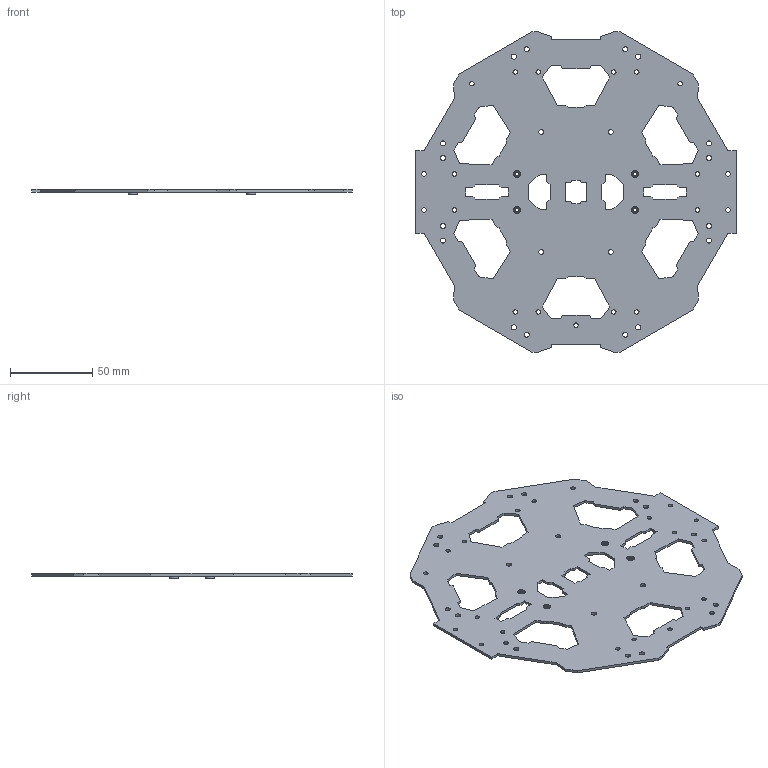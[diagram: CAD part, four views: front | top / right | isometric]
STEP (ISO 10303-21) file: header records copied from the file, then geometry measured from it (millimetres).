
FILE_DESCRIPTION(/* description */ (''),/* implementation_level */ '2;1');
FILE_NAME(/* name */ '20021-002_plate2.step',/* time_stamp */ '2020-02-13T15:31:18-07:00',/* author */ (''),/* organization */ (''),/* preprocessor_version */ 'ST-DEVELOPER v18',/* originating_system */ 'Autodesk Translation Framework v8.12.0.6',/* authorisation */ '');
FILE_SCHEMA (('AUTOMOTIVE_DESIGN { 1 0 10303 214 3 1 1 }'));
Length unit declared in the file: millimetre
Products named in the file (2): 20021-002_plate2; 94100A160
Assembly tree (4 placements, depth 2):
  20021-002_plate2
    94100A160  x4
Bounding box: 195 x 194.74 x 3.1 mm (x, y, z)
Volume: 37702.9 mm3; surface area: 50730.3 mm2
Topology: 5 solids, 5 shells, 917 faces, 2776 edges, 1881 vertices
Faces by surface type: plane 630, cylinder 259, cone 20, bspline 8
Full cylindrical faces by diameter (mm): 1.915 x20, 2.5 x24, 2.7 x19, 3.1 x20, 3.791 x8, 4.216 x4, 5.56 x4
Entity records: 15429 total; most frequent: CARTESIAN_POINT 3952, ORIENTED_EDGE 2462, DIRECTION 2238, EDGE_CURVE 1231, LINE 952, VECTOR 952, VERTEX_POINT 843, AXIS2_PLACEMENT_3D 643
